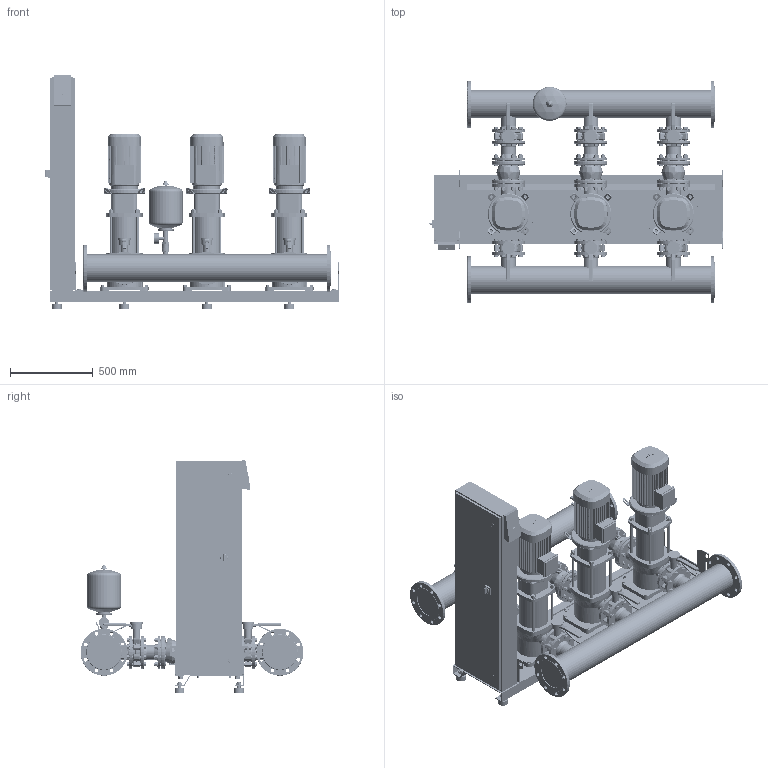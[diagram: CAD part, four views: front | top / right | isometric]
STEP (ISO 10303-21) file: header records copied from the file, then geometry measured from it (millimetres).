
FILE_DESCRIPTION((''),'2;1');
FILE_NAME('3d_SiBoostSmart3HELIXV5202-2540829.stp','2016-01-25T10:38:58',(''),(''),'Mechanical Desktop 2009','Mechanical Desktop 2009',', , ');
FILE_SCHEMA(('CONFIG_CONTROL_DESIGN'));
Length unit declared in the file: millimetre
Products named in the file (1): Product
Bounding box: 1780 x 1351 x 1413.4 mm (x, y, z)
Volume: 292825472.1 mm3; surface area: 18227997.8 mm2
Topology: 298 solids, 298 shells, 7972 faces, 19551 edges, 12614 vertices
Faces by surface type: bspline 3172, plane 2183, cylinder 1913, torus 382, cone 268, sphere 54
Entity records: 265846 total; most frequent: CARTESIAN_POINT 82402, ORIENTED_EDGE 38998, DIRECTION 35834, EDGE_CURVE 19499, VERTEX_POINT 12612, AXIS2_PLACEMENT_3D 12434, VECTOR 10966, LINE 10966
